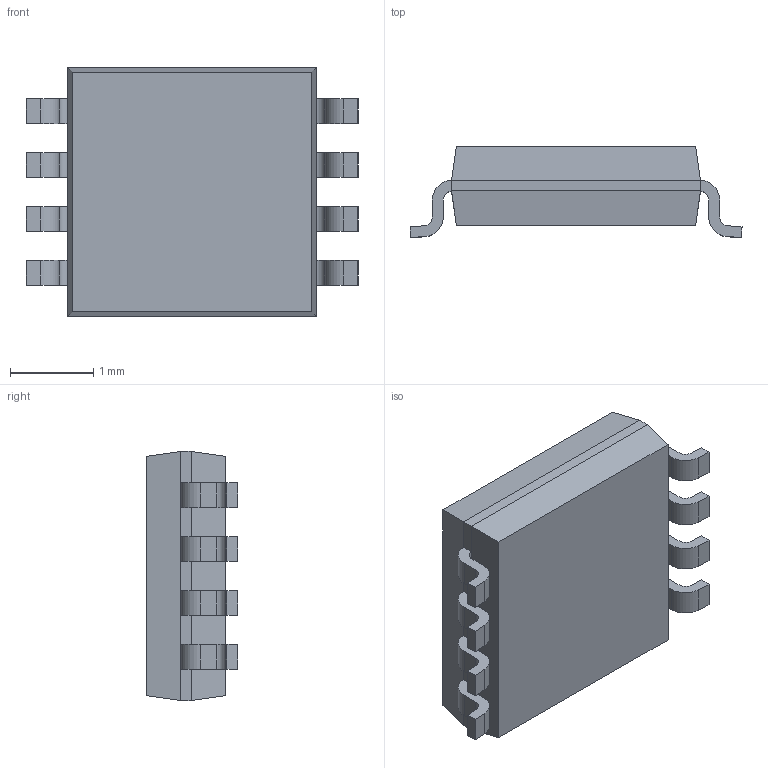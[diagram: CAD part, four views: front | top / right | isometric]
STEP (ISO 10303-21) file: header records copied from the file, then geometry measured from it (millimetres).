
FILE_DESCRIPTION (( 'STEP AP214' ), '1' );
FILE_NAME ('74LVC1G74DP,125.STEP', '2023-12-21T12:32:45', ( '' ), ( '' ), 'SwSTEP 2.0', 'SolidWorks 2021', '' );
FILE_SCHEMA (( 'AUTOMOTIVE_DESIGN' ));
Length unit declared in the file: millimetre
Products named in the file (1): 74LVC1G74DP,125
Bounding box: 4 x 1.1 x 3 mm (x, y, z)
Volume: 8.5 mm3; surface area: 35 mm2
Topology: 10 solids, 10 shells, 117 faces, 280 edges, 184 vertices
Faces by surface type: plane 81, cylinder 36
Entity records: 3497 total; most frequent: DIRECTION 588, CARTESIAN_POINT 582, ORIENTED_EDGE 560, EDGE_CURVE 280, VECTOR 208, LINE 208, AXIS2_PLACEMENT_3D 190, VERTEX_POINT 184
